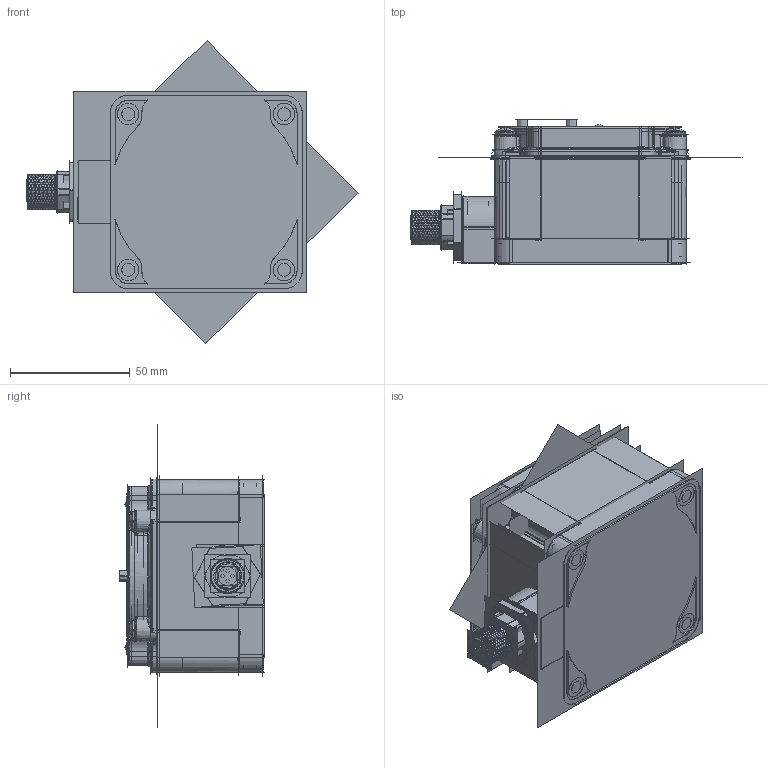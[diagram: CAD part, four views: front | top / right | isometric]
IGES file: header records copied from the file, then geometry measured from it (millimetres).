
Start section:  PTC IGES file: 181634.igs
Global section: file name: 181634.igs; native system: Creo Parametric by PTC Inc.; preprocessor: 2016260; author: pdmadmin; organization: Unknown; date: 20180216.142607; units: millimetre
Bounding box: 138.48 x 60.72 x 126.69 mm (x, y, z)
Volume: 104391.4 mm3; surface area: 753312.3 mm2
Topology: 16 solids, 20 shells, 5854 faces, 26790 edges, 32554 vertices
Faces by surface type: bspline 3720, revolution 2134
